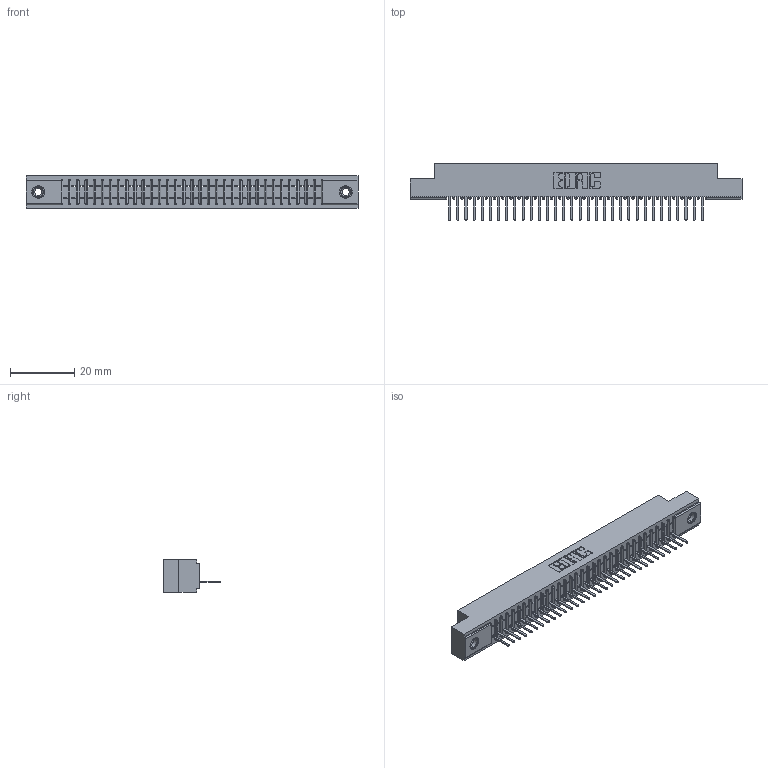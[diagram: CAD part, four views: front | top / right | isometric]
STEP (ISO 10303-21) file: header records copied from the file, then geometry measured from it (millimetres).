
FILE_DESCRIPTION (( 'STEP AP203' ), '1' );
FILE_NAME ('341-032-521-108.STEP', '2018-08-06T20:50:46', ( '' ), ( '' ), 'SwSTEP 2.0', 'SolidWorks 2016', '' );
FILE_SCHEMA (( 'CONFIG_CONTROL_DESIGN' ));
Length unit declared in the file: inch
Products named in the file (4): 345-250-001_345-250-003-102; 341-032-521-108; 341 Part_.156 (3.96) Dia Mounting Holes; 341-292-001_341-292-121
Assembly tree (35 placements, depth 2):
  341-032-521-108
    341 Part_.156 (3.96) Dia Mounting Holes
    341-292-001_341-292-121  x32
    345-250-001_345-250-003-102  x2
Bounding box: 103.5 x 17.7 x 10.16 mm (x, y, z)
Volume: 7423.2 mm3; surface area: 11427.7 mm2
Topology: 35 solids, 35 shells, 2800 faces, 8036 edges, 5154 vertices
Faces by surface type: plane 1732, cylinder 924, sphere 66, torus 66, cone 12
Entity records: 40220 total; most frequent: CARTESIAN_POINT 6807, ORIENTED_EDGE 6788, DIRECTION 6590, EDGE_CURVE 3394, VECTOR 2728, LINE 2728, VERTEX_POINT 2148, AXIS2_PLACEMENT_3D 1931
